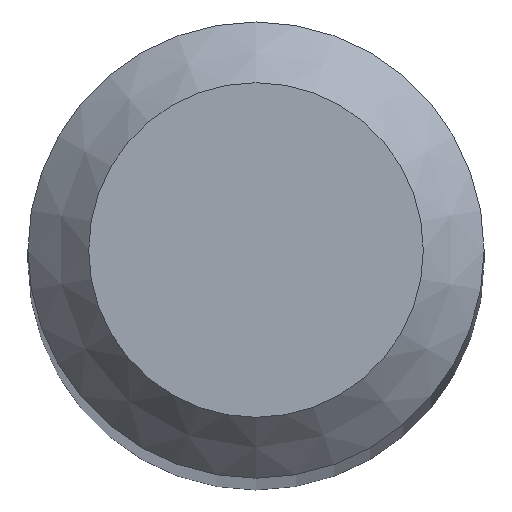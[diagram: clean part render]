
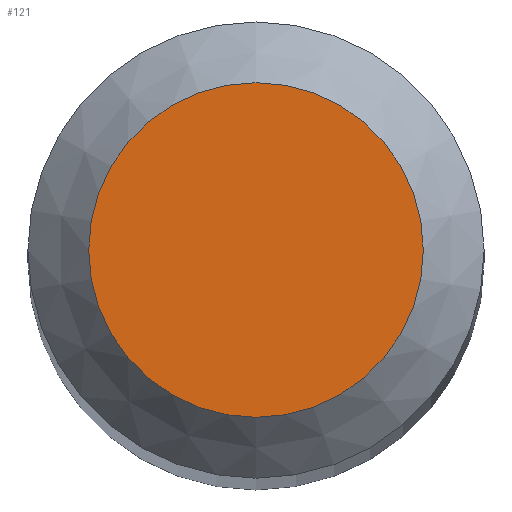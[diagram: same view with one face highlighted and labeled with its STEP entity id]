
A CAD part, top view. The second image highlights one B-rep face of the part: STEP entity #121.
In plain terms, the highlighted planar face has unit normal (0, 0, 1).
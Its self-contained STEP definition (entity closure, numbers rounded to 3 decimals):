
#6 = CARTESIAN_POINT ( 'NONE',  ( 0., 0., 30. ) ) ;
#13 = AXIS2_PLACEMENT_3D ( 'NONE', #91, #161, #36 ) ;
#14 = FACE_OUTER_BOUND ( 'NONE', #45, .T. ) ;
#36 = DIRECTION ( 'NONE',  ( 0., 1., 0. ) ) ;
#45 = EDGE_LOOP ( 'NONE', ( #87 ) ) ;
#49 = EDGE_CURVE ( 'NONE', #116, #116, #96, .T. ) ;
#54 = PLANE ( 'NONE',  #106 ) ;
#87 = ORIENTED_EDGE ( 'NONE', *, *, #49, .F. ) ;
#90 = DIRECTION ( 'NONE',  ( 0., 0., -1. ) ) ;
#91 = CARTESIAN_POINT ( 'NONE',  ( 0., 0., 30. ) ) ;
#96 = CIRCLE ( 'NONE', #13, 0.55 ) ;
#106 = AXIS2_PLACEMENT_3D ( 'NONE', #6, #90, #125 ) ;
#116 = VERTEX_POINT ( 'NONE', #148 ) ;
#121 = ADVANCED_FACE ( 'NONE', ( #14 ), #54, .F. ) ;
#125 = DIRECTION ( 'NONE',  ( 0., 1., 0. ) ) ;
#148 = CARTESIAN_POINT ( 'NONE',  ( 0., 0.55, 30. ) ) ;
#161 = DIRECTION ( 'NONE',  ( 0., 0., -1. ) ) ;
